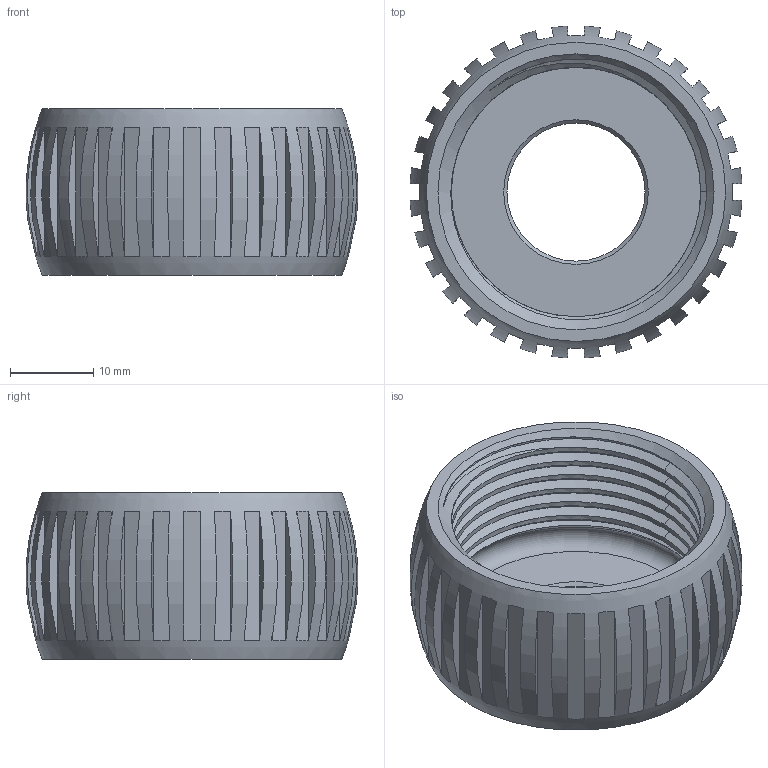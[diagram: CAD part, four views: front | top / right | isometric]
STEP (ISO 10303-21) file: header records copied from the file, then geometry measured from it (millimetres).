
FILE_DESCRIPTION(('FreeCAD Model'),'2;1');
FILE_NAME('KnurledWheel_Rounded.step','2020-08-11T11:50:43',( 'Author'),(''),'Open CASCADE STEP processor 7.3','FreeCAD','Unknown' );
FILE_SCHEMA(('AUTOMOTIVE_DESIGN { 1 0 10303 214 1 1 1 1 }'));
Length unit declared in the file: millimetre
Products named in the file (1): KnurledWheel_Rounded
Bounding box: 39.93 x 39.93 x 20 mm (x, y, z)
Volume: 9001.4 mm3; surface area: 7387.1 mm2
Topology: 1 solids, 1 shells, 131 faces, 273 edges, 176 vertices
Faces by surface type: plane 99, bspline 24, cone 4, cylinder 2, revolution 1, torus 1
Full cylindrical faces by diameter (mm): 16.6 x1
Entity records: 7215 total; most frequent: CARTESIAN_POINT 4823, ORIENTED_EDGE 546, DIRECTION 314, EDGE_CURVE 273, B_SPLINE_CURVE_WITH_KNOTS 190, VERTEX_POINT 176, FACE_BOUND 165, EDGE_LOOP 165
